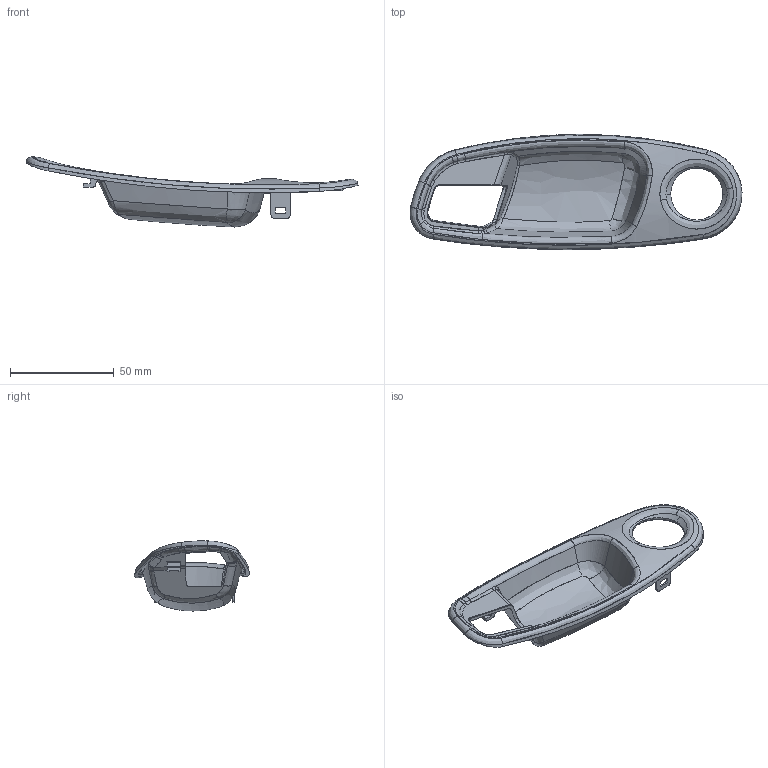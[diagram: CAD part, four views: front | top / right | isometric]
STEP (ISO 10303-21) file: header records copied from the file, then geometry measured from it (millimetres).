
FILE_DESCRIPTION(('FreeCAD Model'),'2;1');
FILE_NAME('Open CASCADE Shape Model','2025-05-09T09:00:25',('FreeCAD'),( 'FreeCAD'),'Open CASCADE STEP processor 7.6','FreeCAD','Unknown');
FILE_SCHEMA(('AUTOMOTIVE_DESIGN { 1 0 10303 214 1 1 1 1 }'));
Products named in the file (1): Open CASCADE STEP translator 7.6 1
Bounding box: 160.07 x 55.58 x 33.79 mm (x, y, z)
Surface area: 20039.4 mm2 (no closed solid volume)
Topology: 0 solids, 344 shells, 344 faces, 4170 edges, 4170 vertices
Faces by surface type: bspline 344
Entity records: 61657 total; most frequent: CARTESIAN_POINT 43538, ORIENTED_EDGE 4170, EDGE_CURVE 4170, VERTEX_POINT 4170, B_SPLINE_CURVE_WITH_KNOTS 3754, FACE_BOUND 362, EDGE_LOOP 362, SHELL_BASED_SURFACE_MODEL 344
